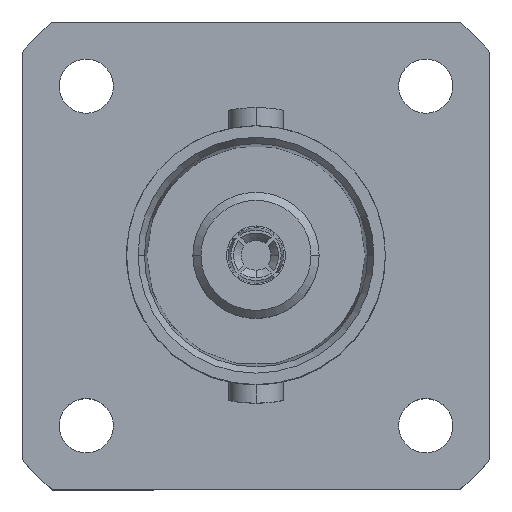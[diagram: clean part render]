
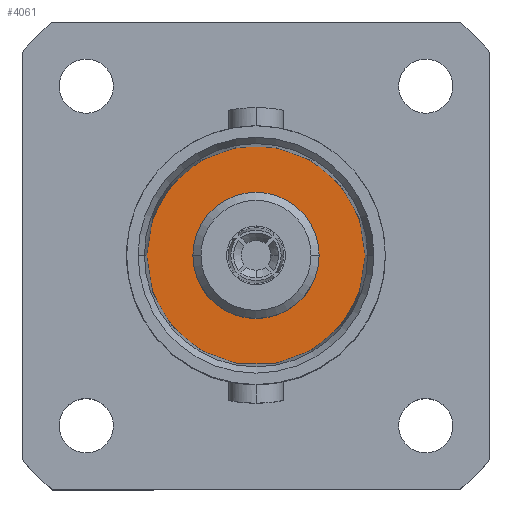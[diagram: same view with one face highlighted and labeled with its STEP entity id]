
A CAD part, top view. The second image highlights one B-rep face of the part: STEP entity #4061.
In plain terms, the highlighted planar face has unit normal (0, 0, 1).
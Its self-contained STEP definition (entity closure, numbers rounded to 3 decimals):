
#561 = ORIENTED_EDGE ( 'NONE', *, *, #2451, .F. ) ;
#586 = CARTESIAN_POINT ( 'NONE',  ( 0., 0., -6.316 ) ) ;
#710 = CARTESIAN_POINT ( 'NONE',  ( 0., 0., -6.316 ) ) ;
#718 = CARTESIAN_POINT ( 'NONE',  ( -4.09, 0., -6.316 ) ) ;
#950 = DIRECTION ( 'NONE',  ( -1., 0., 0. ) ) ;
#1057 = ORIENTED_EDGE ( 'NONE', *, *, #4806, .F. ) ;
#1139 = DIRECTION ( 'NONE',  ( -1., 0., 0. ) ) ;
#1262 = DIRECTION ( 'NONE',  ( -1., 0., 0. ) ) ;
#1342 = CARTESIAN_POINT ( 'NONE',  ( 4.09, 0., -6.316 ) ) ;
#1495 = CARTESIAN_POINT ( 'NONE',  ( -2.36, 0., -6.316 ) ) ;
#1712 = FACE_OUTER_BOUND ( 'NONE', #4127, .T. ) ;
#1725 = ORIENTED_EDGE ( 'NONE', *, *, #2989, .F. ) ;
#1728 = VERTEX_POINT ( 'NONE', #5862 ) ;
#2367 = VERTEX_POINT ( 'NONE', #1495 ) ;
#2408 = CARTESIAN_POINT ( 'NONE',  ( 0., 0., -6.316 ) ) ;
#2451 = EDGE_CURVE ( 'NONE', #3655, #6862, #6665, .T. ) ;
#2740 = AXIS2_PLACEMENT_3D ( 'NONE', #586, #4419, #1139 ) ;
#2909 = CARTESIAN_POINT ( 'NONE',  ( 0., 0., -6.316 ) ) ;
#2978 = DIRECTION ( 'NONE',  ( -1., 0., 0. ) ) ;
#2989 = EDGE_CURVE ( 'NONE', #6862, #3655, #3178, .T. ) ;
#3178 = CIRCLE ( 'NONE', #6693, 4.09 ) ;
#3457 = DIRECTION ( 'NONE',  ( -1., 0., 0. ) ) ;
#3655 = VERTEX_POINT ( 'NONE', #718 ) ;
#3668 = DIRECTION ( 'NONE',  ( 0., 0., -1. ) ) ;
#3806 = AXIS2_PLACEMENT_3D ( 'NONE', #710, #4541, #1262 ) ;
#4061 = ADVANCED_FACE ( 'NONE', ( #4633, #1712 ), #4219, .F. ) ;
#4127 = EDGE_LOOP ( 'NONE', ( #1725, #561 ) ) ;
#4219 = PLANE ( 'NONE',  #6786 ) ;
#4419 = DIRECTION ( 'NONE',  ( 0., 0., -1. ) ) ;
#4541 = DIRECTION ( 'NONE',  ( 0., 0., 1. ) ) ;
#4633 = FACE_BOUND ( 'NONE', #5950, .T. ) ;
#4806 = EDGE_CURVE ( 'NONE', #1728, #2367, #5944, .T. ) ;
#4890 = AXIS2_PLACEMENT_3D ( 'NONE', #2408, #6224, #2978 ) ;
#4943 = EDGE_CURVE ( 'NONE', #2367, #1728, #5780, .T. ) ;
#5780 = CIRCLE ( 'NONE', #4890, 2.36 ) ;
#5862 = CARTESIAN_POINT ( 'NONE',  ( 2.36, 0., -6.316 ) ) ;
#5944 = CIRCLE ( 'NONE', #3806, 2.36 ) ;
#5950 = EDGE_LOOP ( 'NONE', ( #1057, #6173 ) ) ;
#6173 = ORIENTED_EDGE ( 'NONE', *, *, #4943, .F. ) ;
#6224 = DIRECTION ( 'NONE',  ( 0., 0., 1. ) ) ;
#6665 = CIRCLE ( 'NONE', #2740, 4.09 ) ;
#6693 = AXIS2_PLACEMENT_3D ( 'NONE', #2909, #6698, #3457 ) ;
#6698 = DIRECTION ( 'NONE',  ( 0., 0., -1. ) ) ;
#6786 = AXIS2_PLACEMENT_3D ( 'NONE', #6928, #3668, #950 ) ;
#6862 = VERTEX_POINT ( 'NONE', #1342 ) ;
#6928 = CARTESIAN_POINT ( 'NONE',  ( 0., 0., -6.316 ) ) ;
